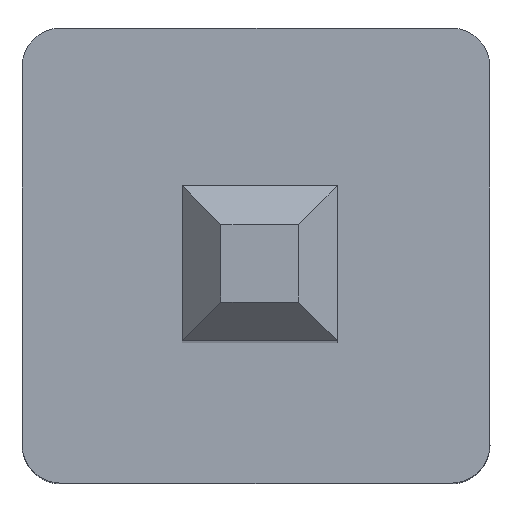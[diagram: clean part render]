
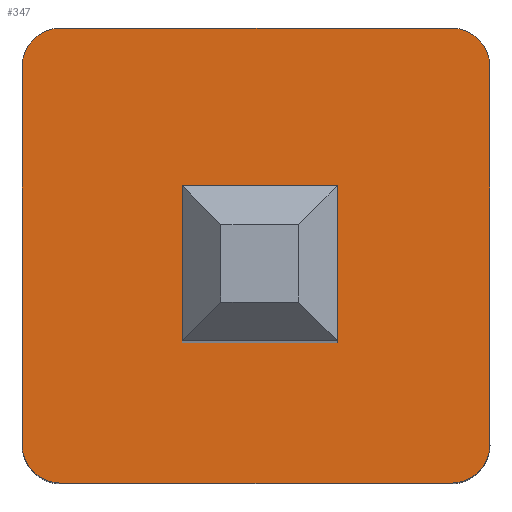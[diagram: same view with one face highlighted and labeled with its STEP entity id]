
A CAD part, top view. The second image highlights one B-rep face of the part: STEP entity #347.
In plain terms, the highlighted planar face has unit normal (0, 0, 1).
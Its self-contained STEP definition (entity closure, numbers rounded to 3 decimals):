
#25 = EDGE_CURVE ( 'NONE', #813, #203, #330, .T. ) ;
#47 = DIRECTION ( 'NONE',  ( 0., 0., 1. ) ) ;
#62 = EDGE_CURVE ( 'NONE', #203, #618, #193, .T. ) ;
#66 = DIRECTION ( 'NONE',  ( 1., 0., 0. ) ) ;
#68 = CARTESIAN_POINT ( 'NONE',  ( -1.182, 0.326, 1.078 ) ) ;
#70 = DIRECTION ( 'NONE',  ( 0., 1., 0. ) ) ;
#82 = EDGE_CURVE ( 'NONE', #428, #487, #219, .T. ) ;
#102 = CARTESIAN_POINT ( 'NONE',  ( 0.025, 0.426, 1.078 ) ) ;
#104 = EDGE_LOOP ( 'NONE', ( #724, #491, #431, #182, #282, #803, #788, #816 ) ) ;
#129 = DIRECTION ( 'NONE',  ( 0., 0., -1. ) ) ;
#130 = CARTESIAN_POINT ( 'NONE',  ( 0.025, 1.5, 1.078 ) ) ;
#139 = DIRECTION ( 'NONE',  ( 0., -1., 0. ) ) ;
#142 = EDGE_CURVE ( 'NONE', #618, #428, #413, .T. ) ;
#146 = VERTEX_POINT ( 'NONE', #322 ) ;
#176 = CARTESIAN_POINT ( 'NONE',  ( -1.082, 1.5, 1.078 ) ) ;
#179 = AXIS2_PLACEMENT_3D ( 'NONE', #273, #129, #277 ) ;
#182 = ORIENTED_EDGE ( 'NONE', *, *, #793, .T. ) ;
#187 = DIRECTION ( 'NONE',  ( 0., 0., 1. ) ) ;
#193 = LINE ( 'NONE', #710, #799 ) ;
#198 = DIRECTION ( 'NONE',  ( 1., 0., 0. ) ) ;
#203 = VERTEX_POINT ( 'NONE', #102 ) ;
#206 = CARTESIAN_POINT ( 'NONE',  ( -1.082, 0.326, 1.078 ) ) ;
#210 = VERTEX_POINT ( 'NONE', #285 ) ;
#219 = LINE ( 'NONE', #130, #548 ) ;
#223 = EDGE_CURVE ( 'NONE', #487, #210, #520, .T. ) ;
#227 = CIRCLE ( 'NONE', #376, 0.1 ) ;
#243 = EDGE_CURVE ( 'NONE', #210, #146, #714, .T. ) ;
#273 = CARTESIAN_POINT ( 'NONE',  ( 0.204, 0.326, 1.078 ) ) ;
#277 = DIRECTION ( 'NONE',  ( 1., 0., 0. ) ) ;
#282 = ORIENTED_EDGE ( 'NONE', *, *, #457, .T. ) ;
#285 = CARTESIAN_POINT ( 'NONE',  ( -1.182, 1.4, 1.078 ) ) ;
#298 = DIRECTION ( 'NONE',  ( 1., 0., 0. ) ) ;
#322 = CARTESIAN_POINT ( 'NONE',  ( -1.182, 0.426, 1.078 ) ) ;
#330 = CIRCLE ( 'NONE', #614, 0.1 ) ;
#333 = FACE_OUTER_BOUND ( 'NONE', #104, .T. ) ;
#341 = CARTESIAN_POINT ( 'NONE',  ( -1.082, 1.4, 1.078 ) ) ;
#347 = ADVANCED_FACE ( 'NONE', ( #333 ), #525, .F. ) ;
#376 = AXIS2_PLACEMENT_3D ( 'NONE', #585, #187, #446 ) ;
#381 = CARTESIAN_POINT ( 'NONE',  ( -0.075, 0.326, 1.078 ) ) ;
#388 = CARTESIAN_POINT ( 'NONE',  ( -0.075, 1.4, 1.078 ) ) ;
#409 = DIRECTION ( 'NONE',  ( -1., 0., 0. ) ) ;
#410 = DIRECTION ( 'NONE',  ( 1., 0., 0. ) ) ;
#413 = CIRCLE ( 'NONE', #563, 0.1 ) ;
#416 = CARTESIAN_POINT ( 'NONE',  ( 0.025, 0.326, 1.078 ) ) ;
#428 = VERTEX_POINT ( 'NONE', #729 ) ;
#431 = ORIENTED_EDGE ( 'NONE', *, *, #243, .T. ) ;
#446 = DIRECTION ( 'NONE',  ( 1., 0., 0. ) ) ;
#457 = EDGE_CURVE ( 'NONE', #608, #813, #620, .T. ) ;
#487 = VERTEX_POINT ( 'NONE', #176 ) ;
#491 = ORIENTED_EDGE ( 'NONE', *, *, #223, .T. ) ;
#520 = CIRCLE ( 'NONE', #679, 0.1 ) ;
#525 = PLANE ( 'NONE',  #179 ) ;
#529 = CARTESIAN_POINT ( 'NONE',  ( 0.025, 1.4, 1.078 ) ) ;
#548 = VECTOR ( 'NONE', #409, 1000. ) ;
#563 = AXIS2_PLACEMENT_3D ( 'NONE', #388, #643, #66 ) ;
#585 = CARTESIAN_POINT ( 'NONE',  ( -1.082, 0.426, 1.078 ) ) ;
#593 = DIRECTION ( 'NONE',  ( 0., 0., 1. ) ) ;
#597 = VECTOR ( 'NONE', #410, 1000. ) ;
#608 = VERTEX_POINT ( 'NONE', #206 ) ;
#614 = AXIS2_PLACEMENT_3D ( 'NONE', #638, #47, #298 ) ;
#618 = VERTEX_POINT ( 'NONE', #529 ) ;
#620 = LINE ( 'NONE', #416, #597 ) ;
#638 = CARTESIAN_POINT ( 'NONE',  ( -0.075, 0.426, 1.078 ) ) ;
#641 = VECTOR ( 'NONE', #139, 1000. ) ;
#643 = DIRECTION ( 'NONE',  ( 0., 0., 1. ) ) ;
#679 = AXIS2_PLACEMENT_3D ( 'NONE', #341, #593, #198 ) ;
#710 = CARTESIAN_POINT ( 'NONE',  ( 0.025, 0.326, 1.078 ) ) ;
#714 = LINE ( 'NONE', #68, #641 ) ;
#724 = ORIENTED_EDGE ( 'NONE', *, *, #82, .T. ) ;
#729 = CARTESIAN_POINT ( 'NONE',  ( -0.075, 1.5, 1.078 ) ) ;
#788 = ORIENTED_EDGE ( 'NONE', *, *, #62, .T. ) ;
#793 = EDGE_CURVE ( 'NONE', #146, #608, #227, .T. ) ;
#799 = VECTOR ( 'NONE', #70, 1000. ) ;
#803 = ORIENTED_EDGE ( 'NONE', *, *, #25, .T. ) ;
#813 = VERTEX_POINT ( 'NONE', #381 ) ;
#816 = ORIENTED_EDGE ( 'NONE', *, *, #142, .T. ) ;
